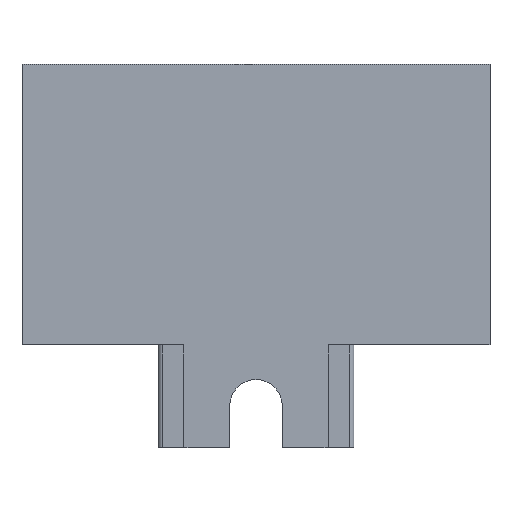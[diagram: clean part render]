
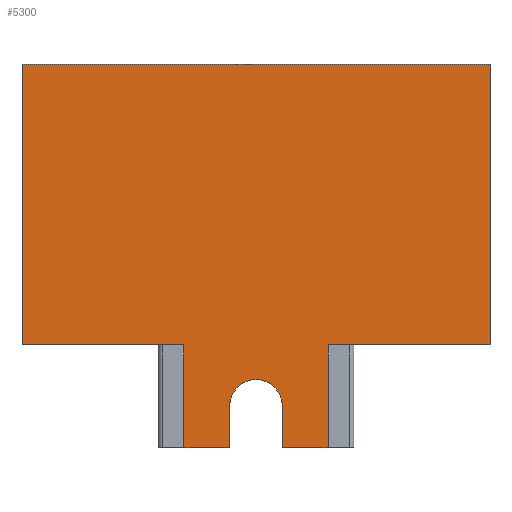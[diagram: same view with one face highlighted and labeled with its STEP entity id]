
A CAD part, front view. The second image highlights one B-rep face of the part: STEP entity #5300.
In plain terms, the highlighted planar face has unit normal (0, -1, 0).
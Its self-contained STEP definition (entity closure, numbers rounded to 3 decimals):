
#134=PLANE('',#5655);
#327=LINE('',#7585,#657);
#330=LINE('',#7590,#660);
#333=LINE('',#7598,#663);
#337=LINE('',#7608,#667);
#382=LINE('',#7736,#712);
#398=LINE('',#7776,#728);
#400=LINE('',#7781,#730);
#401=LINE('',#7782,#731);
#409=LINE('',#7825,#739);
#410=LINE('',#7828,#740);
#411=LINE('',#7829,#741);
#657=VECTOR('',#6317,1000.);
#660=VECTOR('',#6322,1000.);
#663=VECTOR('',#6331,1000.);
#667=VECTOR('',#6339,1000.);
#712=VECTOR('',#6468,1000.);
#728=VECTOR('',#6512,1000.);
#730=VECTOR('',#6516,1000.);
#731=VECTOR('',#6517,1000.);
#739=VECTOR('',#6555,1000.);
#740=VECTOR('',#6556,1000.);
#741=VECTOR('',#6557,1000.);
#1502=ORIENTED_EDGE('',*,*,#2278,.T.);
#1503=ORIENTED_EDGE('',*,*,#2279,.F.);
#1504=ORIENTED_EDGE('',*,*,#2256,.F.);
#1505=ORIENTED_EDGE('',*,*,#2233,.F.);
#1506=ORIENTED_EDGE('',*,*,#2171,.F.);
#1507=ORIENTED_EDGE('',*,*,#2166,.F.);
#1508=ORIENTED_EDGE('',*,*,#2164,.F.);
#1509=ORIENTED_EDGE('',*,*,#2162,.F.);
#1510=ORIENTED_EDGE('',*,*,#2159,.F.);
#1511=ORIENTED_EDGE('',*,*,#2253,.T.);
#1512=ORIENTED_EDGE('',*,*,#2255,.F.);
#1513=ORIENTED_EDGE('',*,*,#2280,.T.);
#2159=EDGE_CURVE('',#2613,#2614,#327,.T.);
#2162=EDGE_CURVE('',#2614,#2615,#330,.T.);
#2164=EDGE_CURVE('',#2615,#2616,#2885,.T.);
#2166=EDGE_CURVE('',#2616,#2617,#333,.T.);
#2171=EDGE_CURVE('',#2617,#2621,#337,.T.);
#2233=EDGE_CURVE('',#2621,#2660,#382,.T.);
#2253=EDGE_CURVE('',#2613,#2671,#398,.T.);
#2255=EDGE_CURVE('',#2673,#2671,#400,.T.);
#2256=EDGE_CURVE('',#2660,#2674,#401,.T.);
#2278=EDGE_CURVE('',#2694,#2695,#409,.T.);
#2279=EDGE_CURVE('',#2674,#2695,#410,.T.);
#2280=EDGE_CURVE('',#2673,#2694,#411,.T.);
#2613=VERTEX_POINT('',#7584);
#2614=VERTEX_POINT('',#7586);
#2615=VERTEX_POINT('',#7591);
#2616=VERTEX_POINT('',#7595);
#2617=VERTEX_POINT('',#7599);
#2621=VERTEX_POINT('',#7609);
#2660=VERTEX_POINT('',#7733);
#2671=VERTEX_POINT('',#7775);
#2673=VERTEX_POINT('',#7780);
#2674=VERTEX_POINT('',#7783);
#2694=VERTEX_POINT('',#7826);
#2695=VERTEX_POINT('',#7827);
#2885=CIRCLE('',#5580,2.8);
#3141=EDGE_LOOP('',(#1502,#1503,#1504,#1505,#1506,#1507,#1508,#1509,#1510,
#1511,#1512,#1513));
#3399=FACE_BOUND('',#3141,.T.);
#5300=ADVANCED_FACE('',(#3399),#134,.F.);
#5580=AXIS2_PLACEMENT_3D('',#7594,#6326,#6327);
#5655=AXIS2_PLACEMENT_3D('',#7824,#6553,#6554);
#6317=DIRECTION('',(-1.,0.,0.));
#6322=DIRECTION('',(0.,0.,1.));
#6326=DIRECTION('',(0.,-1.,0.));
#6327=DIRECTION('',(1.,0.,0.));
#6331=DIRECTION('',(0.,0.,-1.));
#6339=DIRECTION('',(-1.,0.,0.));
#6468=DIRECTION('',(0.,0.,1.));
#6512=DIRECTION('',(0.,0.,1.));
#6516=DIRECTION('',(-1.,0.,0.));
#6517=DIRECTION('',(-1.,0.,0.));
#6553=DIRECTION('',(0.,1.,0.));
#6554=DIRECTION('',(-1.,0.,0.));
#6555=DIRECTION('',(-1.,0.,0.));
#6556=DIRECTION('',(0.,0.,1.));
#6557=DIRECTION('',(0.,0.,1.));
#7584=CARTESIAN_POINT('',(7.7,-24.5,-41.));
#7585=CARTESIAN_POINT('',(7.7,-24.5,-41.));
#7586=CARTESIAN_POINT('',(2.8,-24.5,-41.));
#7590=CARTESIAN_POINT('',(2.8,-24.5,-41.));
#7591=CARTESIAN_POINT('',(2.8,-24.5,-36.5));
#7594=CARTESIAN_POINT('',(0.,-24.5,-36.5));
#7595=CARTESIAN_POINT('',(-2.8,-24.5,-36.5));
#7598=CARTESIAN_POINT('',(-2.8,-24.5,-36.5));
#7599=CARTESIAN_POINT('',(-2.8,-24.5,-41.));
#7608=CARTESIAN_POINT('',(7.7,-24.5,-41.));
#7609=CARTESIAN_POINT('',(-7.7,-24.5,-41.));
#7733=CARTESIAN_POINT('',(-7.7,-24.5,-30.));
#7736=CARTESIAN_POINT('',(-7.7,-24.5,-41.));
#7775=CARTESIAN_POINT('',(7.7,-24.5,-30.));
#7776=CARTESIAN_POINT('',(7.7,-24.5,-41.));
#7780=CARTESIAN_POINT('',(25.,-24.5,-30.));
#7781=CARTESIAN_POINT('',(25.,-24.5,-30.));
#7782=CARTESIAN_POINT('',(25.,-24.5,-30.));
#7783=CARTESIAN_POINT('',(-25.,-24.5,-30.));
#7824=CARTESIAN_POINT('',(25.,-24.5,-30.));
#7825=CARTESIAN_POINT('',(25.,-24.5,0.));
#7826=CARTESIAN_POINT('',(25.,-24.5,0.));
#7827=CARTESIAN_POINT('',(-25.,-24.5,0.));
#7828=CARTESIAN_POINT('',(-25.,-24.5,-30.));
#7829=CARTESIAN_POINT('',(25.,-24.5,-30.));
